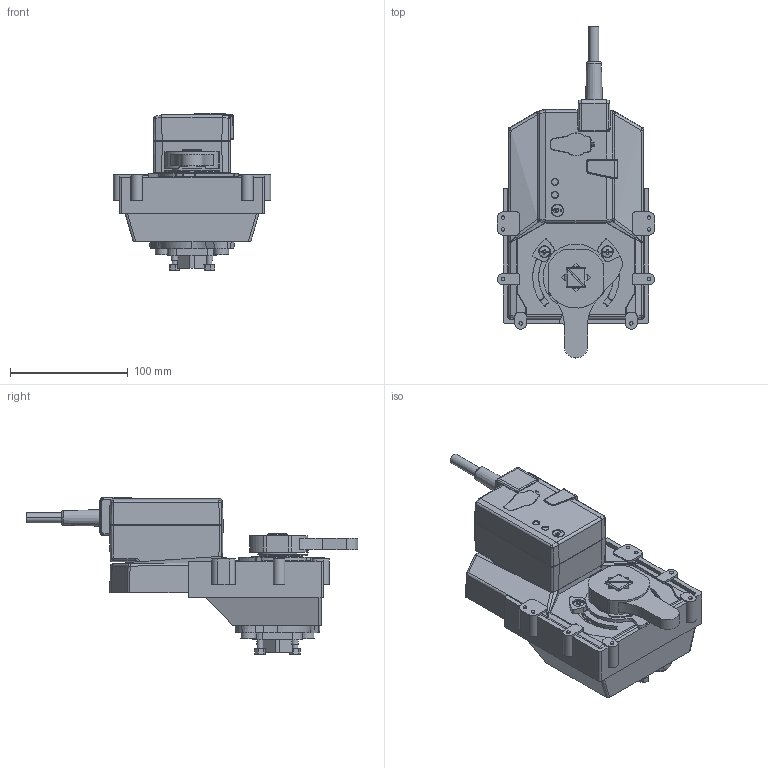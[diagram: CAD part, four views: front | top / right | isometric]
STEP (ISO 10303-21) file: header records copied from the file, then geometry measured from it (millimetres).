
FILE_DESCRIPTION(/* description */ (''),/* implementation_level */ '2;1');
FILE_NAME(/* name */ '6102315nxm000_01.stp',/* time_stamp */ '2019-04-15T14:44:56+02:00',/* author */ (''),/* organization */ ('BELIMO Automation AG'),/* preprocessor_version */ 'ST-DEVELOPER v16',/* originating_system */ 'SIEMENS PLM Software NX 11.0',/* authorisation */ '');
FILE_SCHEMA (('AUTOMOTIVE_DESIGN { 1 0 10303 214 3 1 1 1 }'));
Products named in the file (1): sennBA38752Azsr3
Bounding box: 134 x 282.35 x 133.8 mm (x, y, z)
Volume: 1265667 mm3; surface area: 160109.6 mm2
Topology: 5 solids, 11 shells, 1441 faces, 3649 edges, 2243 vertices
Faces by surface type: plane 552, cylinder 436, bspline 238, cone 70, revolution 64, sphere 44, torus 37
Full cylindrical faces by diameter (mm): 3.6 x2, 4.2 x6, 5 x2, 5.1 x1, 8 x2, 9.3 x4, 9.8 x1, 10 x2, 13 x2, 28 x1, 31 x1, 34 x2, 36.8 x1, 36.99 x1, 37 x1, 38 x1, 42.88 x1, 43.08 x1
Entity records: 58489 total; most frequent: CARTESIAN_POINT 15577, ORIENTED_EDGE 7066, DIRECTION 6708, EDGE_CURVE 3533, AXIS2_PLACEMENT_3D 2490, VERTEX_POINT 2221, LINE 1664, VECTOR 1664
